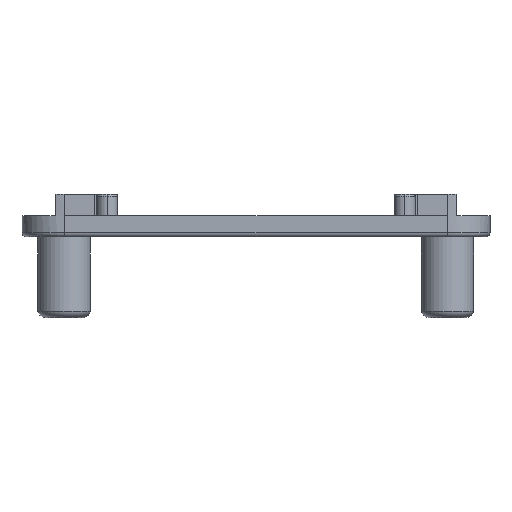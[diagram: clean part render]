
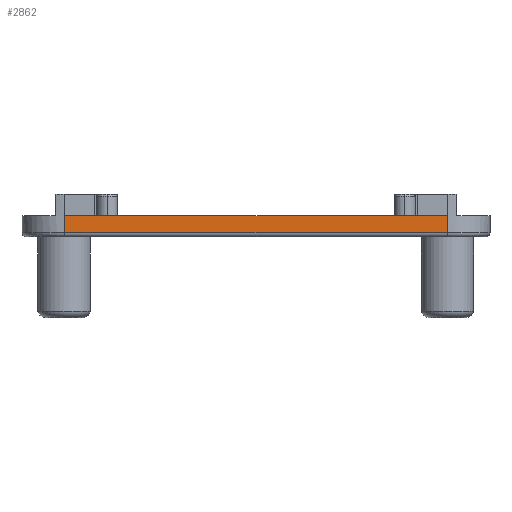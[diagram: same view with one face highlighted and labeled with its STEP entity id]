
A CAD part, front view. The second image highlights one B-rep face of the part: STEP entity #2862.
In plain terms, the highlighted planar face has unit normal (0, -1, 0).
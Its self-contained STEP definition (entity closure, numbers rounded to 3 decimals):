
#10=DIRECTION('',(-1.,0.,0.));
#11=VECTOR('',#10,90.);
#12=CARTESIAN_POINT('',(90.,-106.1,-32.));
#13=LINE('',#12,#11);
#873=DIRECTION('',(-1.,0.,0.));
#874=VECTOR('',#873,90.);
#875=CARTESIAN_POINT('',(90.,-106.1,-36.));
#876=LINE('',#875,#874);
#877=DIRECTION('',(0.,0.,1.));
#878=VECTOR('',#877,4.);
#879=CARTESIAN_POINT('',(0.,-106.1,-36.));
#880=LINE('',#879,#878);
#881=DIRECTION('',(0.,0.,1.));
#882=VECTOR('',#881,4.);
#883=CARTESIAN_POINT('',(90.,-106.1,-36.));
#884=LINE('',#883,#882);
#1283=CARTESIAN_POINT('',(0.,-106.1,-32.));
#1284=VERTEX_POINT('',#1283);
#1285=CARTESIAN_POINT('',(90.,-106.1,-32.));
#1287=VERTEX_POINT('',#1285);
#1366=CARTESIAN_POINT('',(90.,-106.1,-36.));
#1368=VERTEX_POINT('',#1366);
#1371=CARTESIAN_POINT('',(0.,-106.1,-36.));
#1372=VERTEX_POINT('',#1371);
#2850=CARTESIAN_POINT('',(100.,-106.1,-32.));
#2851=DIRECTION('',(0.,-1.,0.));
#2852=DIRECTION('',(-1.,0.,0.));
#2853=AXIS2_PLACEMENT_3D('',#2850,#2851,#2852);
#2854=PLANE('',#2853);
#2855=ORIENTED_EDGE('',*,*,#2844,.T.);
#2856=ORIENTED_EDGE('',*,*,#2251,.T.);
#2857=ORIENTED_EDGE('',*,*,#1544,.F.);
#2859=ORIENTED_EDGE('',*,*,#2858,.F.);
#2860=EDGE_LOOP('',(#2855,#2856,#2857,#2859));
#2861=FACE_OUTER_BOUND('',#2860,.F.);
#2862=ADVANCED_FACE('',(#2861),#2854,.T.);
#1544=EDGE_CURVE('',#1287,#1284,#13,.T.);
#2251=EDGE_CURVE('',#1372,#1284,#880,.T.);
#2844=EDGE_CURVE('',#1368,#1372,#876,.T.);
#2858=EDGE_CURVE('',#1368,#1287,#884,.T.);
